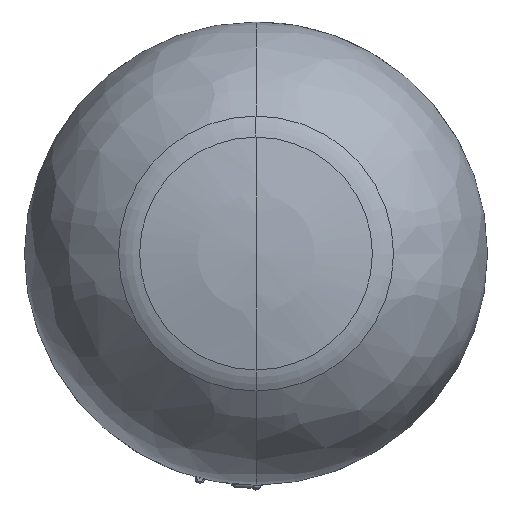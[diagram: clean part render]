
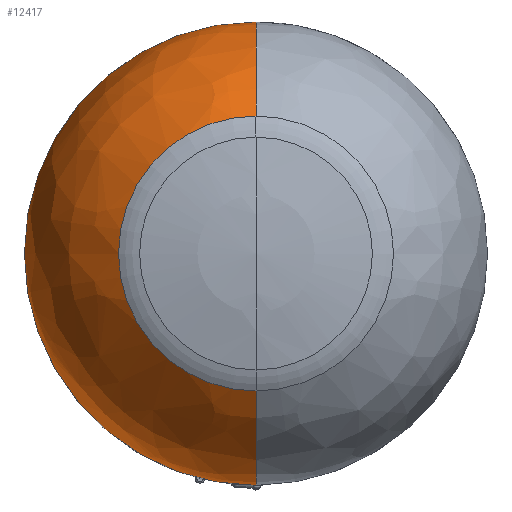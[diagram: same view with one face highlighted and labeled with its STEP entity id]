
A CAD part, front view. The second image highlights one B-rep face of the part: STEP entity #12417.
In plain terms, the highlighted free-form (B-spline) face has degree [3, 3] with [7, 4] control points.
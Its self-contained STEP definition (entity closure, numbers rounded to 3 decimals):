
#606=CARTESIAN_POINT('',(0.,-8.5,0.));
#607=DIRECTION('',(0.,1.,0.));
#608=DIRECTION('',(0.,0.,-1.));
#609=AXIS2_PLACEMENT_3D('',#606,#607,#608);
#711=CARTESIAN_POINT('',(0.,-35.015,0.));
#712=DIRECTION('',(0.,1.,0.));
#713=DIRECTION('',(0.,0.,-1.));
#714=AXIS2_PLACEMENT_3D('',#711,#712,#713);
#731=CARTESIAN_POINT('',(0.,-8.5,3.165));
#732=DIRECTION('',(-1.,0.,0.));
#733=DIRECTION('',(0.,-0.833,0.553));
#734=AXIS2_PLACEMENT_3D('',#731,#732,#733);
#736=CARTESIAN_POINT('',(0.,-8.5,-3.165));
#737=DIRECTION('',(1.,0.,0.));
#738=DIRECTION('',(0.,-0.833,-0.553));
#739=AXIS2_PLACEMENT_3D('',#736,#737,#738);
#11344=CARTESIAN_POINT('',(0.,-8.5,-35.));
#11345=CARTESIAN_POINT('',(0.,-8.5,35.));
#11346=VERTEX_POINT('',#11344);
#11347=VERTEX_POINT('',#11345);
#11348=CARTESIAN_POINT('',(0.,-35.015,20.784));
#11349=CARTESIAN_POINT('',(0.,-35.015,-20.784));
#11350=VERTEX_POINT('',#11348);
#11351=VERTEX_POINT('',#11349);
#12379=CARTESIAN_POINT('',(1.272,-35.356,
-20.219));
#12380=CARTESIAN_POINT('',(1.874,-29.253,
-29.788));
#12381=CARTESIAN_POINT('',(2.211,-19.237,
-35.148));
#12382=CARTESIAN_POINT('',(2.197,-7.873,
-34.925));
#12383=CARTESIAN_POINT('',(-11.171,-35.356,
-21.002));
#12384=CARTESIAN_POINT('',(-16.458,-29.253,
-30.942));
#12385=CARTESIAN_POINT('',(-19.419,-19.237,
-36.509));
#12386=CARTESIAN_POINT('',(-19.295,-7.873,
-36.277));
#12387=CARTESIAN_POINT('',(-20.259,-35.356,
-12.467));
#12388=CARTESIAN_POINT('',(-29.847,-29.253,
-18.368));
#12389=CARTESIAN_POINT('',(-35.218,-19.237,
-21.673));
#12390=CARTESIAN_POINT('',(-34.994,-7.873,
-21.535));
#12391=CARTESIAN_POINT('',(-20.259,-35.356,0.));
#12392=CARTESIAN_POINT('',(-29.847,-29.253,0.));
#12393=CARTESIAN_POINT('',(-35.218,-19.237,0.));
#12394=CARTESIAN_POINT('',(-34.994,-7.873,0.));
#12395=CARTESIAN_POINT('',(-20.259,-35.356,
12.467));
#12396=CARTESIAN_POINT('',(-29.847,-29.253,
18.368));
#12397=CARTESIAN_POINT('',(-35.218,-19.237,
21.673));
#12398=CARTESIAN_POINT('',(-34.994,-7.873,
21.535));
#12399=CARTESIAN_POINT('',(-11.171,-35.356,
21.002));
#12400=CARTESIAN_POINT('',(-16.458,-29.253,
30.942));
#12401=CARTESIAN_POINT('',(-19.419,-19.237,
36.509));
#12402=CARTESIAN_POINT('',(-19.295,-7.873,
36.277));
#12403=CARTESIAN_POINT('',(1.272,-35.356,
20.219));
#12404=CARTESIAN_POINT('',(1.874,-29.253,
29.788));
#12405=CARTESIAN_POINT('',(2.211,-19.237,
35.148));
#12406=CARTESIAN_POINT('',(2.197,-7.873,
34.925));
#12407=(BOUNDED_SURFACE()B_SPLINE_SURFACE(3,3,((#12379,#12380,#12381,#12382),(
#12383,#12384,#12385,#12386),(#12387,#12388,#12389,#12390),(#12391,#12392,
#12393,#12394),(#12395,#12396,#12397,#12398),(#12399,#12400,#12401,#12402),(
#12403,#12404,#12405,#12406)),.UNSPECIFIED.,.F.,.F.,.F.)B_SPLINE_SURFACE_WITH_KNOTS((4,3,4),(4,4),(0.,1.,2.),(0.,1.),.UNSPECIFIED.)GEOMETRIC_REPRESENTATION_ITEM()RATIONAL_B_SPLINE_SURFACE(((1.269,1.16,
1.16,1.269),(1.002,0.916,
0.916,1.002),(1.002,0.916,
0.916,1.002),(1.269,1.16,
1.16,1.269),(1.002,0.916,
0.916,1.002),(1.002,0.916,
0.916,1.002),(1.269,1.16,
1.16,1.269)))REPRESENTATION_ITEM('')SURFACE());
#12409=ORIENTED_EDGE('',*,*,#12408,.F.);
#12411=ORIENTED_EDGE('',*,*,#12410,.T.);
#12412=ORIENTED_EDGE('',*,*,#12338,.T.);
#12414=ORIENTED_EDGE('',*,*,#12413,.F.);
#12415=EDGE_LOOP('',(#12409,#12411,#12412,#12414));
#12416=FACE_OUTER_BOUND('',#12415,.F.);
#12417=ADVANCED_FACE('',(#12416),#12407,.T.);
#610=CIRCLE('',#609,35.);
#715=CIRCLE('',#714,20.784);
#735=CIRCLE('',#734,31.835);
#740=CIRCLE('',#739,31.835);
#12338=EDGE_CURVE('',#11346,#11347,#610,.T.);
#12408=EDGE_CURVE('',#11351,#11350,#715,.T.);
#12410=EDGE_CURVE('',#11351,#11346,#740,.T.);
#12413=EDGE_CURVE('',#11350,#11347,#735,.T.);
